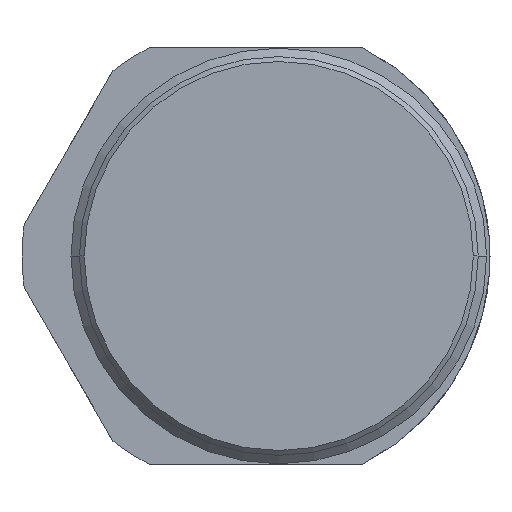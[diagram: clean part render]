
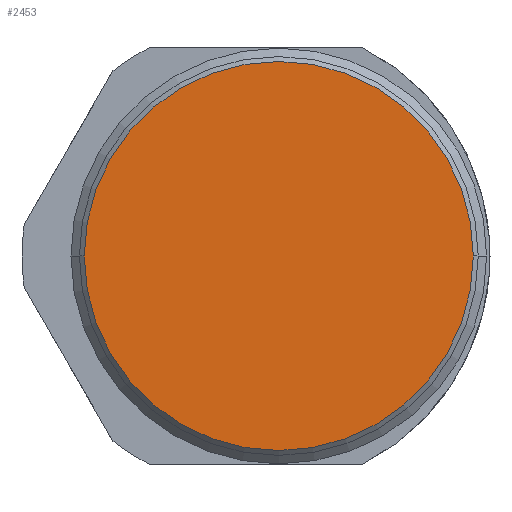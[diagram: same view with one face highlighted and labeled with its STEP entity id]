
A CAD part, left-side view. The second image highlights one B-rep face of the part: STEP entity #2453.
In plain terms, the highlighted planar face has unit normal (-1, 0, 0).
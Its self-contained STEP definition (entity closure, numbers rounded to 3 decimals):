
#605=CARTESIAN_POINT('',(-115.468,-3.556,0.));
#606=DIRECTION('',(-1.,0.,0.));
#607=DIRECTION('',(0.,1.,0.));
#608=AXIS2_PLACEMENT_3D('',#605,#606,#607);
#635=CARTESIAN_POINT('',(-115.468,-3.556,0.));
#636=DIRECTION('',(1.,0.,0.));
#637=DIRECTION('',(0.,1.,0.));
#638=AXIS2_PLACEMENT_3D('',#635,#636,#637);
#1853=CARTESIAN_POINT('',(-115.468,26.797,0.));
#1854=CARTESIAN_POINT('',(-115.468,-33.909,0.));
#1855=VERTEX_POINT('',#1853);
#1856=VERTEX_POINT('',#1854);
#2443=CARTESIAN_POINT('',(-115.468,0.,0.));
#2444=DIRECTION('',(1.,0.,0.));
#2445=DIRECTION('',(0.,0.,-1.));
#2446=AXIS2_PLACEMENT_3D('',#2443,#2444,#2445);
#2447=PLANE('',#2446);
#2448=ORIENTED_EDGE('',*,*,#2433,.F.);
#2450=ORIENTED_EDGE('',*,*,#2449,.T.);
#2451=EDGE_LOOP('',(#2448,#2450));
#2452=FACE_OUTER_BOUND('',#2451,.F.);
#2453=ADVANCED_FACE('',(#2452),#2447,.F.);
#609=CIRCLE('',#608,30.353);
#639=CIRCLE('',#638,30.353);
#2433=EDGE_CURVE('',#1855,#1856,#609,.T.);
#2449=EDGE_CURVE('',#1855,#1856,#639,.T.);
